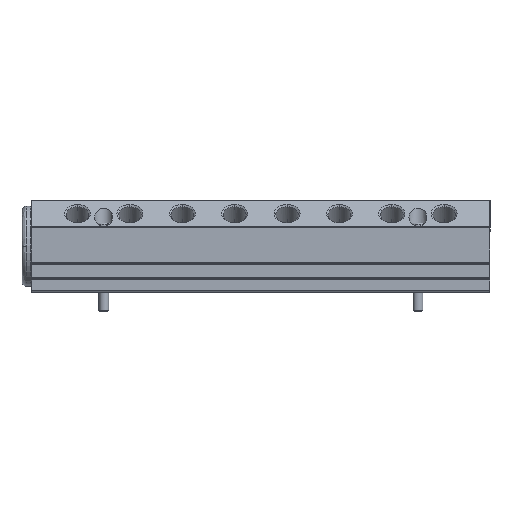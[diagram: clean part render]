
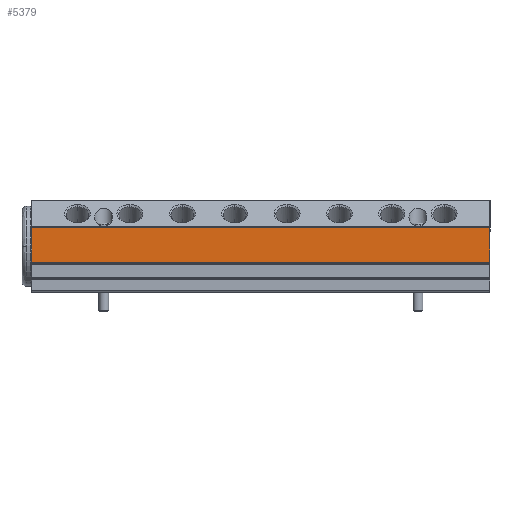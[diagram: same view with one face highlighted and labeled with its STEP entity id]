
A CAD part, front view. The second image highlights one B-rep face of the part: STEP entity #5379.
In plain terms, the highlighted planar face has unit normal (0, -1, 0).
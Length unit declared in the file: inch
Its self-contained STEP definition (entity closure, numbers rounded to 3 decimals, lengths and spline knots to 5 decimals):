
#260 = CARTESIAN_POINT ( 'NONE',  ( 0., -0.875, 0.86914 ) ) ;
#274 = DIRECTION ( 'NONE',  ( 0., 0., 1. ) ) ;
#383 = CARTESIAN_POINT ( 'NONE',  ( 0., -0.875, -0.30627 ) ) ;
#686 = ORIENTED_EDGE ( 'NONE', *, *, #2208, .F. ) ;
#900 = VECTOR ( 'NONE', #5445, 39.37008 ) ;
#906 = LINE ( 'NONE', #8341, #2481 ) ;
#938 = PLANE ( 'NONE',  #1224 ) ;
#1224 = AXIS2_PLACEMENT_3D ( 'NONE', #6808, #3703, #3887 ) ;
#1575 = EDGE_CURVE ( 'NONE', #5412, #5711, #1754, .T. ) ;
#1754 = LINE ( 'NONE', #260, #3804 ) ;
#1831 = LINE ( 'NONE', #6220, #900 ) ;
#2208 = EDGE_CURVE ( 'NONE', #4517, #8841, #3169, .T. ) ;
#2479 = CARTESIAN_POINT ( 'NONE',  ( 0., -0.875, 0.35415 ) ) ;
#2481 = VECTOR ( 'NONE', #8384, 39.37008 ) ;
#2576 = ORIENTED_EDGE ( 'NONE', *, *, #6627, .T. ) ;
#3169 = LINE ( 'NONE', #6874, #3809 ) ;
#3703 = DIRECTION ( 'NONE',  ( 0., -1., 0. ) ) ;
#3804 = VECTOR ( 'NONE', #8421, 39.37008 ) ;
#3809 = VECTOR ( 'NONE', #274, 39.37008 ) ;
#3887 = DIRECTION ( 'NONE',  ( 0., 0., -1. ) ) ;
#4517 = VERTEX_POINT ( 'NONE', #6107 ) ;
#4597 = FACE_OUTER_BOUND ( 'NONE', #8017, .T. ) ;
#5379 = ADVANCED_FACE ( 'NONE', ( #4597 ), #938, .T. ) ;
#5412 = VERTEX_POINT ( 'NONE', #2479 ) ;
#5427 = CARTESIAN_POINT ( 'NONE',  ( -8.75, -0.875, 0.35415 ) ) ;
#5445 = DIRECTION ( 'NONE',  ( 1., 0., 0. ) ) ;
#5711 = VERTEX_POINT ( 'NONE', #383 ) ;
#6073 = ORIENTED_EDGE ( 'NONE', *, *, #1575, .F. ) ;
#6107 = CARTESIAN_POINT ( 'NONE',  ( -8.75, -0.875, -0.30627 ) ) ;
#6220 = CARTESIAN_POINT ( 'NONE',  ( -6., -0.875, -0.30627 ) ) ;
#6627 = EDGE_CURVE ( 'NONE', #4517, #5711, #1831, .T. ) ;
#6808 = CARTESIAN_POINT ( 'NONE',  ( -6., -0.875, 0.36244 ) ) ;
#6874 = CARTESIAN_POINT ( 'NONE',  ( -8.75, -0.875, -5.01493 ) ) ;
#8017 = EDGE_LOOP ( 'NONE', ( #686, #2576, #6073, #8759 ) ) ;
#8341 = CARTESIAN_POINT ( 'NONE',  ( -6., -0.875, 0.35415 ) ) ;
#8384 = DIRECTION ( 'NONE',  ( -1., 0., 0. ) ) ;
#8421 = DIRECTION ( 'NONE',  ( 0., 0., -1. ) ) ;
#8759 = ORIENTED_EDGE ( 'NONE', *, *, #8900, .T. ) ;
#8841 = VERTEX_POINT ( 'NONE', #5427 ) ;
#8900 = EDGE_CURVE ( 'NONE', #5412, #8841, #906, .T. ) ;
